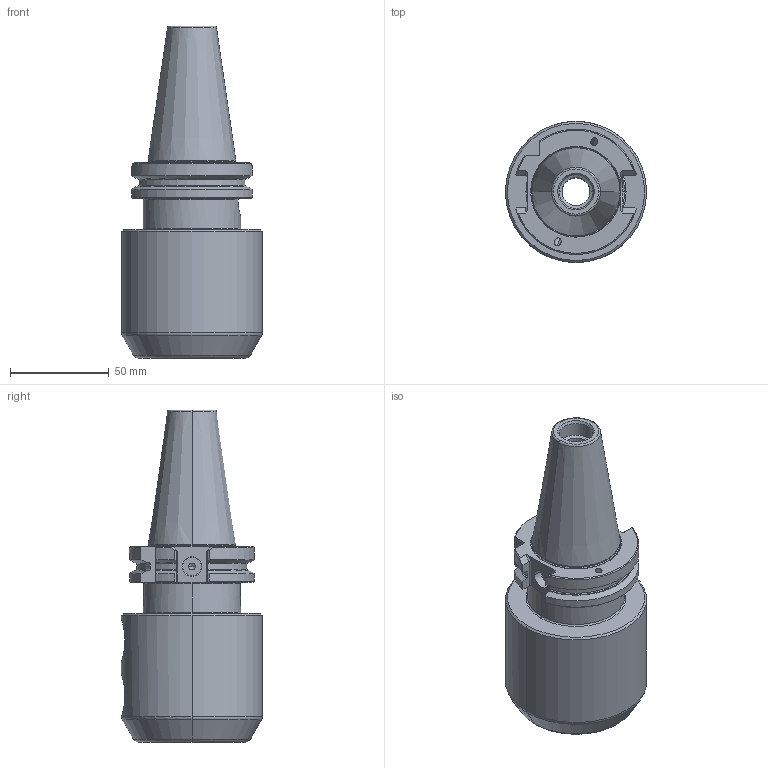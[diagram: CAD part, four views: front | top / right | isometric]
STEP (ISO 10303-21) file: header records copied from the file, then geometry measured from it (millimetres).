
FILE_DESCRIPTION(('no description'),'unknown implementation level');
FILE_NAME('B9DAF902-73C5-4EBF-8138-A90F56334C6A_export.stp',' ',('CIMSOURCE GmbH'),('CADClick - KiM GmbH - www.kimweb.de'),'unknown preprocess','ACIS','unknown authorization');
FILE_SCHEMA(('automotive_design'));
Length unit declared in the file: millimetre
Products named in the file (3): 490.132 Kaiser SK40B_VBD X D32B X 100|490.132 Kaiser SK40B_VBD X D32B X 100_Standard;NONE; 490.132 Kaiser SK40B_VBD X D32B X 100|690.484 Kaiser ETL M20 X 20_Standard;NONE
Bounding box: 71.5 x 71.5 x 168.25 mm (x, y, z)
Volume: 324844 mm3; surface area: 53919.3 mm2
Topology: 3 solids, 3 shells, 237 faces, 596 edges, 364 vertices
Faces by surface type: plane 77, cylinder 71, cone 65, torus 24
Entity records: 14598 total; most frequent: CARTESIAN_POINT 2222, DIRECTION 1236, STYLED_ITEM 1190, PRESENTATION_STYLE_ASSIGNMENT 1190, COLOUR_RGB 1190, ORIENTED_EDGE 1172, EDGE_CURVE 586, CURVE_STYLE 586
